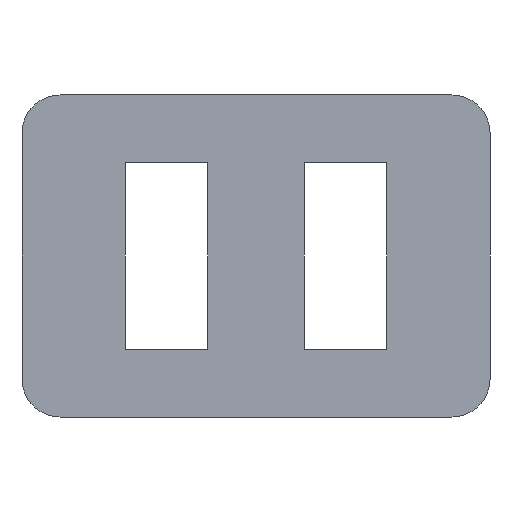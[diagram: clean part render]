
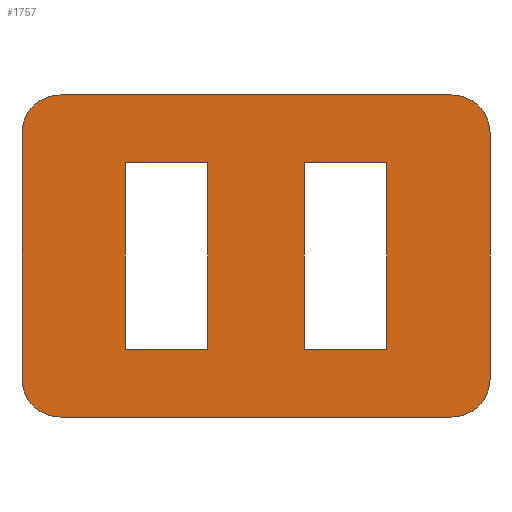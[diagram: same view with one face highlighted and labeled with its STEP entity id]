
A CAD part, front view. The second image highlights one B-rep face of the part: STEP entity #1757.
In plain terms, the highlighted planar face has unit normal (0, -1, 0).
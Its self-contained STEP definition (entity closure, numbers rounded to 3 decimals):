
#16=FACE_BOUND('',#273,.T.);
#17=FACE_BOUND('',#274,.T.);
#95=PLANE('',#1889);
#183=FACE_OUTER_BOUND('',#272,.T.);
#272=EDGE_LOOP('',(#1611,#1612,#1613,#1614,#1615,#1616,#1617,#1618));
#273=EDGE_LOOP('',(#1619,#1620,#1621,#1622));
#274=EDGE_LOOP('',(#1623,#1624,#1625,#1626));
#337=LINE('',#2480,#561);
#341=LINE('',#2488,#565);
#344=LINE('',#2494,#568);
#347=LINE('',#2499,#571);
#349=LINE('',#2504,#573);
#353=LINE('',#2512,#577);
#356=LINE('',#2518,#580);
#359=LINE('',#2523,#583);
#365=LINE('',#2539,#589);
#383=LINE('',#2591,#607);
#386=LINE('',#2600,#610);
#502=LINE('',#2839,#726);
#561=VECTOR('',#2019,10.);
#565=VECTOR('',#2025,10.);
#568=VECTOR('',#2030,10.);
#571=VECTOR('',#2035,10.);
#573=VECTOR('',#2039,10.);
#577=VECTOR('',#2045,10.);
#580=VECTOR('',#2050,10.);
#583=VECTOR('',#2055,10.);
#589=VECTOR('',#2069,10.);
#607=VECTOR('',#2109,10.);
#610=VECTOR('',#2118,10.);
#726=VECTOR('',#2336,10.);
#735=CIRCLE('',#1821,2.75);
#744=CIRCLE('',#1833,2.75);
#745=CIRCLE('',#1836,2.75);
#746=CIRCLE('',#1839,2.75);
#795=VERTEX_POINT('',#2478);
#796=VERTEX_POINT('',#2479);
#799=VERTEX_POINT('',#2487);
#801=VERTEX_POINT('',#2493);
#803=VERTEX_POINT('',#2502);
#804=VERTEX_POINT('',#2503);
#807=VERTEX_POINT('',#2511);
#809=VERTEX_POINT('',#2517);
#811=VERTEX_POINT('',#2526);
#812=VERTEX_POINT('',#2527);
#816=VERTEX_POINT('',#2537);
#838=VERTEX_POINT('',#2585);
#839=VERTEX_POINT('',#2589);
#840=VERTEX_POINT('',#2593);
#841=VERTEX_POINT('',#2594);
#842=VERTEX_POINT('',#2599);
#981=EDGE_CURVE('',#795,#796,#337,.T.);
#985=EDGE_CURVE('',#796,#799,#341,.T.);
#988=EDGE_CURVE('',#799,#801,#344,.T.);
#991=EDGE_CURVE('',#801,#795,#347,.T.);
#993=EDGE_CURVE('',#803,#804,#349,.T.);
#997=EDGE_CURVE('',#804,#807,#353,.T.);
#1000=EDGE_CURVE('',#807,#809,#356,.T.);
#1003=EDGE_CURVE('',#809,#803,#359,.T.);
#1005=EDGE_CURVE('',#811,#812,#735,.T.);
#1011=EDGE_CURVE('',#811,#816,#365,.T.);
#1034=EDGE_CURVE('',#838,#816,#744,.T.);
#1037=EDGE_CURVE('',#838,#839,#383,.T.);
#1038=EDGE_CURVE('',#840,#841,#745,.T.);
#1041=EDGE_CURVE('',#842,#841,#386,.T.);
#1043=EDGE_CURVE('',#842,#839,#746,.T.);
#1162=EDGE_CURVE('',#840,#812,#502,.T.);
#1611=ORIENTED_EDGE('',*,*,#1005,.F.);
#1612=ORIENTED_EDGE('',*,*,#1011,.T.);
#1613=ORIENTED_EDGE('',*,*,#1034,.F.);
#1614=ORIENTED_EDGE('',*,*,#1037,.T.);
#1615=ORIENTED_EDGE('',*,*,#1043,.F.);
#1616=ORIENTED_EDGE('',*,*,#1041,.T.);
#1617=ORIENTED_EDGE('',*,*,#1038,.F.);
#1618=ORIENTED_EDGE('',*,*,#1162,.T.);
#1619=ORIENTED_EDGE('',*,*,#988,.T.);
#1620=ORIENTED_EDGE('',*,*,#991,.T.);
#1621=ORIENTED_EDGE('',*,*,#981,.T.);
#1622=ORIENTED_EDGE('',*,*,#985,.T.);
#1623=ORIENTED_EDGE('',*,*,#1000,.T.);
#1624=ORIENTED_EDGE('',*,*,#1003,.T.);
#1625=ORIENTED_EDGE('',*,*,#993,.T.);
#1626=ORIENTED_EDGE('',*,*,#997,.T.);
#1757=ADVANCED_FACE('',(#183,#16,#17),#95,.T.);
#1821=AXIS2_PLACEMENT_3D('',#2528,#2059,#2060);
#1833=AXIS2_PLACEMENT_3D('',#2586,#2103,#2104);
#1836=AXIS2_PLACEMENT_3D('',#2595,#2112,#2113);
#1839=AXIS2_PLACEMENT_3D('',#2603,#2122,#2123);
#1889=AXIS2_PLACEMENT_3D('',#2840,#2337,#2338);
#2019=DIRECTION('',(0.,0.,-1.));
#2025=DIRECTION('',(-1.,0.,0.));
#2030=DIRECTION('',(0.,0.,1.));
#2035=DIRECTION('',(1.,0.,0.));
#2039=DIRECTION('',(0.,0.,-1.));
#2045=DIRECTION('',(-1.,0.,0.));
#2050=DIRECTION('',(0.,0.,1.));
#2055=DIRECTION('',(1.,0.,0.));
#2059=DIRECTION('center_axis',(0.,1.,0.));
#2060=DIRECTION('ref_axis',(-0.707,0.,-0.707));
#2069=DIRECTION('',(1.,0.,0.));
#2103=DIRECTION('center_axis',(0.,1.,0.));
#2104=DIRECTION('ref_axis',(0.707,0.,-0.707));
#2109=DIRECTION('',(0.,0.,1.));
#2112=DIRECTION('center_axis',(0.,1.,0.));
#2113=DIRECTION('ref_axis',(-0.707,0.,0.707));
#2118=DIRECTION('',(-1.,0.,0.));
#2122=DIRECTION('center_axis',(0.,1.,0.));
#2123=DIRECTION('ref_axis',(0.707,0.,0.707));
#2336=DIRECTION('',(0.,0.,-1.));
#2337=DIRECTION('center_axis',(0.,-1.,0.));
#2338=DIRECTION('ref_axis',(0.,0.,-1.));
#2478=CARTESIAN_POINT('',(9.475,-1.35,6.75));
#2479=CARTESIAN_POINT('',(9.475,-1.35,-6.75));
#2480=CARTESIAN_POINT('',(9.475,-1.35,-3.375));
#2487=CARTESIAN_POINT('',(3.475,-1.35,-6.75));
#2488=CARTESIAN_POINT('',(1.738,-1.35,-6.75));
#2493=CARTESIAN_POINT('',(3.475,-1.35,6.75));
#2494=CARTESIAN_POINT('',(3.475,-1.35,3.375));
#2499=CARTESIAN_POINT('',(4.738,-1.35,6.75));
#2502=CARTESIAN_POINT('',(-3.475,-1.35,6.75));
#2503=CARTESIAN_POINT('',(-3.475,-1.35,-6.75));
#2504=CARTESIAN_POINT('',(-3.475,-1.35,-3.375));
#2511=CARTESIAN_POINT('',(-9.475,-1.35,-6.75));
#2512=CARTESIAN_POINT('',(-4.738,-1.35,-6.75));
#2517=CARTESIAN_POINT('',(-9.475,-1.35,6.75));
#2518=CARTESIAN_POINT('',(-9.475,-1.35,3.375));
#2523=CARTESIAN_POINT('',(-1.738,-1.35,6.75));
#2526=CARTESIAN_POINT('',(-14.175,-1.35,-11.65));
#2527=CARTESIAN_POINT('',(-16.925,-1.35,-8.9));
#2528=CARTESIAN_POINT('Origin',(-14.175,-1.35,-8.9));
#2537=CARTESIAN_POINT('',(14.175,-1.35,-11.65));
#2539=CARTESIAN_POINT('',(-16.925,-1.35,-11.65));
#2585=CARTESIAN_POINT('',(16.925,-1.35,-8.9));
#2586=CARTESIAN_POINT('Origin',(14.175,-1.35,-8.9));
#2589=CARTESIAN_POINT('',(16.925,-1.35,8.9));
#2591=CARTESIAN_POINT('',(16.925,-1.35,-11.65));
#2593=CARTESIAN_POINT('',(-16.925,-1.35,8.9));
#2594=CARTESIAN_POINT('',(-14.175,-1.35,11.65));
#2595=CARTESIAN_POINT('Origin',(-14.175,-1.35,8.9));
#2599=CARTESIAN_POINT('',(14.175,-1.35,11.65));
#2600=CARTESIAN_POINT('',(16.925,-1.35,11.65));
#2603=CARTESIAN_POINT('Origin',(14.175,-1.35,8.9));
#2839=CARTESIAN_POINT('',(-16.925,-1.35,11.65));
#2840=CARTESIAN_POINT('Origin',(0.,-1.35,0.));
